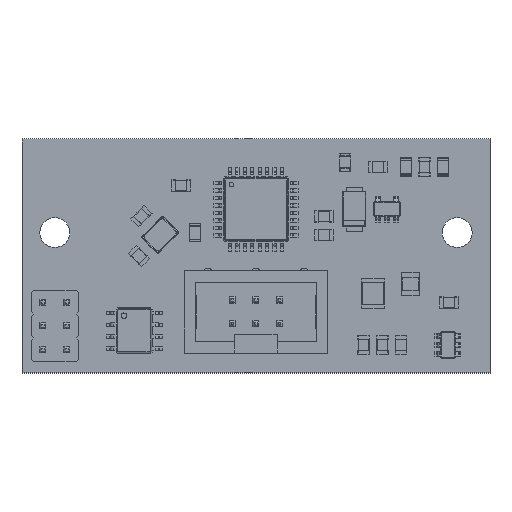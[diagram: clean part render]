
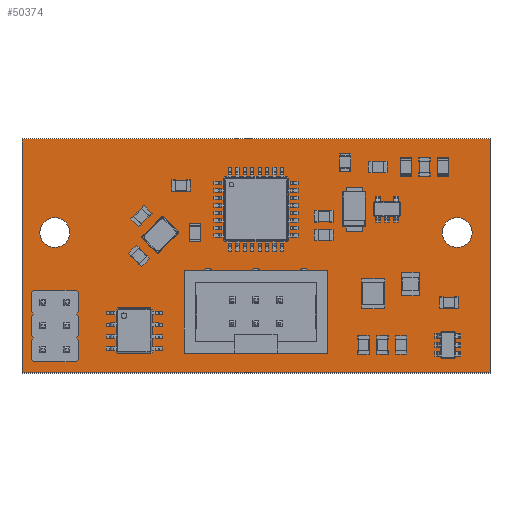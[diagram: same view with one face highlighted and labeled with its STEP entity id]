
A CAD part, top view. The second image highlights one B-rep face of the part: STEP entity #50374.
In plain terms, the highlighted planar face has unit normal (0, 0, 1).
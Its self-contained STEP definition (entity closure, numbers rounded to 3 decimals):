
#50108 = VERTEX_POINT('',#50109);
#50109 = CARTESIAN_POINT('',(170.,-105.,1.516));
#50115 = EDGE_CURVE('',#50108,#50116,#50118,.T.);
#50116 = VERTEX_POINT('',#50117);
#50117 = CARTESIAN_POINT('',(120.,-105.,1.516));
#50118 = LINE('',#50119,#50120);
#50119 = CARTESIAN_POINT('',(170.,-105.,1.516));
#50120 = VECTOR('',#50121,1.);
#50121 = DIRECTION('',(-1.,0.,0.));
#50148 = VERTEX_POINT('',#50149);
#50149 = CARTESIAN_POINT('',(170.,-80.,1.516));
#50155 = EDGE_CURVE('',#50148,#50108,#50156,.T.);
#50156 = LINE('',#50157,#50158);
#50157 = CARTESIAN_POINT('',(170.,-80.,1.516));
#50158 = VECTOR('',#50159,1.);
#50159 = DIRECTION('',(0.,-1.,0.));
#50177 = EDGE_CURVE('',#50116,#50178,#50180,.T.);
#50178 = VERTEX_POINT('',#50179);
#50179 = CARTESIAN_POINT('',(120.,-80.,1.516));
#50180 = LINE('',#50181,#50182);
#50181 = CARTESIAN_POINT('',(120.,-105.,1.516));
#50182 = VECTOR('',#50183,1.);
#50183 = DIRECTION('',(0.,1.,0.));
#50374 = ADVANCED_FACE('',(#50375,#50386,#50397,#50408,#50419,#50430,
    #50441,#50452,#50463,#50474,#50485,#50496,#50507,#50518,#50529),
  #50540,.T.);
#50375 = FACE_BOUND('',#50376,.T.);
#50376 = EDGE_LOOP('',(#50377,#50378,#50379,#50385));
#50377 = ORIENTED_EDGE('',*,*,#50115,.F.);
#50378 = ORIENTED_EDGE('',*,*,#50155,.F.);
#50379 = ORIENTED_EDGE('',*,*,#50380,.F.);
#50380 = EDGE_CURVE('',#50178,#50148,#50381,.T.);
#50381 = LINE('',#50382,#50383);
#50382 = CARTESIAN_POINT('',(120.,-80.,1.516));
#50383 = VECTOR('',#50384,1.);
#50384 = DIRECTION('',(1.,0.,0.));
#50385 = ORIENTED_EDGE('',*,*,#50177,.F.);
#50386 = FACE_BOUND('',#50387,.T.);
#50387 = EDGE_LOOP('',(#50388));
#50388 = ORIENTED_EDGE('',*,*,#50389,.T.);
#50389 = EDGE_CURVE('',#50390,#50390,#50392,.T.);
#50390 = VERTEX_POINT('',#50391);
#50391 = CARTESIAN_POINT('',(122.235,-103.025,1.516));
#50392 = CIRCLE('',#50393,0.5);
#50393 = AXIS2_PLACEMENT_3D('',#50394,#50395,#50396);
#50394 = CARTESIAN_POINT('',(122.235,-102.525,1.516));
#50395 = DIRECTION('',(-0.,0.,-1.));
#50396 = DIRECTION('',(-0.,-1.,0.));
#50397 = FACE_BOUND('',#50398,.T.);
#50398 = EDGE_LOOP('',(#50399));
#50399 = ORIENTED_EDGE('',*,*,#50400,.T.);
#50400 = EDGE_CURVE('',#50401,#50401,#50403,.T.);
#50401 = VERTEX_POINT('',#50402);
#50402 = CARTESIAN_POINT('',(124.775,-103.025,1.516));
#50403 = CIRCLE('',#50404,0.5);
#50404 = AXIS2_PLACEMENT_3D('',#50405,#50406,#50407);
#50405 = CARTESIAN_POINT('',(124.775,-102.525,1.516));
#50406 = DIRECTION('',(-0.,0.,-1.));
#50407 = DIRECTION('',(-0.,-1.,0.));
#50408 = FACE_BOUND('',#50409,.T.);
#50409 = EDGE_LOOP('',(#50410));
#50410 = ORIENTED_EDGE('',*,*,#50411,.T.);
#50411 = EDGE_CURVE('',#50412,#50412,#50414,.T.);
#50412 = VERTEX_POINT('',#50413);
#50413 = CARTESIAN_POINT('',(122.235,-100.485,1.516));
#50414 = CIRCLE('',#50415,0.5);
#50415 = AXIS2_PLACEMENT_3D('',#50416,#50417,#50418);
#50416 = CARTESIAN_POINT('',(122.235,-99.985,1.516));
#50417 = DIRECTION('',(-0.,0.,-1.));
#50418 = DIRECTION('',(-0.,-1.,0.));
#50419 = FACE_BOUND('',#50420,.T.);
#50420 = EDGE_LOOP('',(#50421));
#50421 = ORIENTED_EDGE('',*,*,#50422,.T.);
#50422 = EDGE_CURVE('',#50423,#50423,#50425,.T.);
#50423 = VERTEX_POINT('',#50424);
#50424 = CARTESIAN_POINT('',(124.775,-100.485,1.516));
#50425 = CIRCLE('',#50426,0.5);
#50426 = AXIS2_PLACEMENT_3D('',#50427,#50428,#50429);
#50427 = CARTESIAN_POINT('',(124.775,-99.985,1.516));
#50428 = DIRECTION('',(-0.,0.,-1.));
#50429 = DIRECTION('',(-0.,-1.,0.));
#50430 = FACE_BOUND('',#50431,.T.);
#50431 = EDGE_LOOP('',(#50432));
#50432 = ORIENTED_EDGE('',*,*,#50433,.T.);
#50433 = EDGE_CURVE('',#50434,#50434,#50436,.T.);
#50434 = VERTEX_POINT('',#50435);
#50435 = CARTESIAN_POINT('',(142.455,-100.253,1.516));
#50436 = CIRCLE('',#50437,0.5);
#50437 = AXIS2_PLACEMENT_3D('',#50438,#50439,#50440);
#50438 = CARTESIAN_POINT('',(142.455,-99.753,1.516));
#50439 = DIRECTION('',(-0.,0.,-1.));
#50440 = DIRECTION('',(-0.,-1.,0.));
#50441 = FACE_BOUND('',#50442,.T.);
#50442 = EDGE_LOOP('',(#50443));
#50443 = ORIENTED_EDGE('',*,*,#50444,.T.);
#50444 = EDGE_CURVE('',#50445,#50445,#50447,.T.);
#50445 = VERTEX_POINT('',#50446);
#50446 = CARTESIAN_POINT('',(122.235,-97.945,1.516));
#50447 = CIRCLE('',#50448,0.5);
#50448 = AXIS2_PLACEMENT_3D('',#50449,#50450,#50451);
#50449 = CARTESIAN_POINT('',(122.235,-97.445,1.516));
#50450 = DIRECTION('',(-0.,0.,-1.));
#50451 = DIRECTION('',(-0.,-1.,0.));
#50452 = FACE_BOUND('',#50453,.T.);
#50453 = EDGE_LOOP('',(#50454));
#50454 = ORIENTED_EDGE('',*,*,#50455,.T.);
#50455 = EDGE_CURVE('',#50456,#50456,#50458,.T.);
#50456 = VERTEX_POINT('',#50457);
#50457 = CARTESIAN_POINT('',(124.775,-97.945,1.516));
#50458 = CIRCLE('',#50459,0.5);
#50459 = AXIS2_PLACEMENT_3D('',#50460,#50461,#50462);
#50460 = CARTESIAN_POINT('',(124.775,-97.445,1.516));
#50461 = DIRECTION('',(-0.,0.,-1.));
#50462 = DIRECTION('',(-0.,-1.,0.));
#50463 = FACE_BOUND('',#50464,.T.);
#50464 = EDGE_LOOP('',(#50465));
#50465 = ORIENTED_EDGE('',*,*,#50466,.T.);
#50466 = EDGE_CURVE('',#50467,#50467,#50469,.T.);
#50467 = VERTEX_POINT('',#50468);
#50468 = CARTESIAN_POINT('',(142.455,-97.713,1.516));
#50469 = CIRCLE('',#50470,0.5);
#50470 = AXIS2_PLACEMENT_3D('',#50471,#50472,#50473);
#50471 = CARTESIAN_POINT('',(142.455,-97.213,1.516));
#50472 = DIRECTION('',(-0.,0.,-1.));
#50473 = DIRECTION('',(-0.,-1.,0.));
#50474 = FACE_BOUND('',#50475,.T.);
#50475 = EDGE_LOOP('',(#50476));
#50476 = ORIENTED_EDGE('',*,*,#50477,.T.);
#50477 = EDGE_CURVE('',#50478,#50478,#50480,.T.);
#50478 = VERTEX_POINT('',#50479);
#50479 = CARTESIAN_POINT('',(144.995,-100.253,1.516));
#50480 = CIRCLE('',#50481,0.5);
#50481 = AXIS2_PLACEMENT_3D('',#50482,#50483,#50484);
#50482 = CARTESIAN_POINT('',(144.995,-99.753,1.516));
#50483 = DIRECTION('',(-0.,0.,-1.));
#50484 = DIRECTION('',(-0.,-1.,0.));
#50485 = FACE_BOUND('',#50486,.T.);
#50486 = EDGE_LOOP('',(#50487));
#50487 = ORIENTED_EDGE('',*,*,#50488,.T.);
#50488 = EDGE_CURVE('',#50489,#50489,#50491,.T.);
#50489 = VERTEX_POINT('',#50490);
#50490 = CARTESIAN_POINT('',(147.535,-100.253,1.516));
#50491 = CIRCLE('',#50492,0.5);
#50492 = AXIS2_PLACEMENT_3D('',#50493,#50494,#50495);
#50493 = CARTESIAN_POINT('',(147.535,-99.753,1.516));
#50494 = DIRECTION('',(-0.,0.,-1.));
#50495 = DIRECTION('',(-0.,-1.,0.));
#50496 = FACE_BOUND('',#50497,.T.);
#50497 = EDGE_LOOP('',(#50498));
#50498 = ORIENTED_EDGE('',*,*,#50499,.T.);
#50499 = EDGE_CURVE('',#50500,#50500,#50502,.T.);
#50500 = VERTEX_POINT('',#50501);
#50501 = CARTESIAN_POINT('',(144.995,-97.713,1.516));
#50502 = CIRCLE('',#50503,0.5);
#50503 = AXIS2_PLACEMENT_3D('',#50504,#50505,#50506);
#50504 = CARTESIAN_POINT('',(144.995,-97.213,1.516));
#50505 = DIRECTION('',(-0.,0.,-1.));
#50506 = DIRECTION('',(-0.,-1.,0.));
#50507 = FACE_BOUND('',#50508,.T.);
#50508 = EDGE_LOOP('',(#50509));
#50509 = ORIENTED_EDGE('',*,*,#50510,.T.);
#50510 = EDGE_CURVE('',#50511,#50511,#50513,.T.);
#50511 = VERTEX_POINT('',#50512);
#50512 = CARTESIAN_POINT('',(147.535,-97.713,1.516));
#50513 = CIRCLE('',#50514,0.5);
#50514 = AXIS2_PLACEMENT_3D('',#50515,#50516,#50517);
#50515 = CARTESIAN_POINT('',(147.535,-97.213,1.516));
#50516 = DIRECTION('',(-0.,0.,-1.));
#50517 = DIRECTION('',(-0.,-1.,0.));
#50518 = FACE_BOUND('',#50519,.T.);
#50519 = EDGE_LOOP('',(#50520));
#50520 = ORIENTED_EDGE('',*,*,#50521,.T.);
#50521 = EDGE_CURVE('',#50522,#50522,#50524,.T.);
#50522 = VERTEX_POINT('',#50523);
#50523 = CARTESIAN_POINT('',(123.5,-91.6,1.516));
#50524 = CIRCLE('',#50525,1.6);
#50525 = AXIS2_PLACEMENT_3D('',#50526,#50527,#50528);
#50526 = CARTESIAN_POINT('',(123.5,-90.,1.516));
#50527 = DIRECTION('',(-0.,0.,-1.));
#50528 = DIRECTION('',(-0.,-1.,0.));
#50529 = FACE_BOUND('',#50530,.T.);
#50530 = EDGE_LOOP('',(#50531));
#50531 = ORIENTED_EDGE('',*,*,#50532,.T.);
#50532 = EDGE_CURVE('',#50533,#50533,#50535,.T.);
#50533 = VERTEX_POINT('',#50534);
#50534 = CARTESIAN_POINT('',(166.5,-91.6,1.516));
#50535 = CIRCLE('',#50536,1.6);
#50536 = AXIS2_PLACEMENT_3D('',#50537,#50538,#50539);
#50537 = CARTESIAN_POINT('',(166.5,-90.,1.516));
#50538 = DIRECTION('',(-0.,0.,-1.));
#50539 = DIRECTION('',(-0.,-1.,0.));
#50540 = PLANE('',#50541);
#50541 = AXIS2_PLACEMENT_3D('',#50542,#50543,#50544);
#50542 = CARTESIAN_POINT('',(0.,0.,1.516));
#50543 = DIRECTION('',(0.,0.,1.));
#50544 = DIRECTION('',(1.,0.,-0.));
